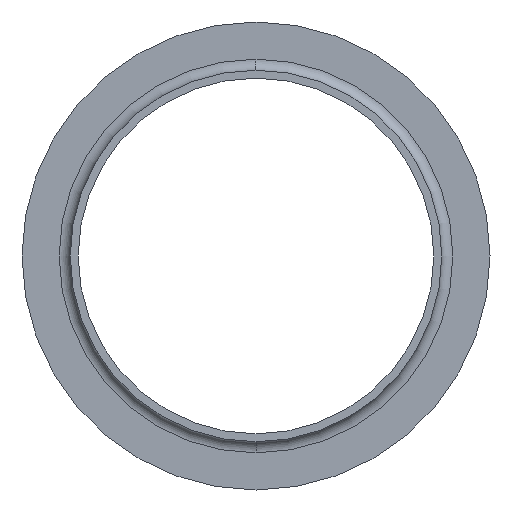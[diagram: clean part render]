
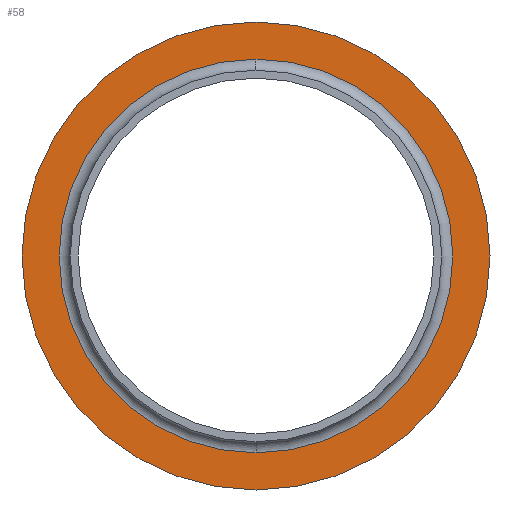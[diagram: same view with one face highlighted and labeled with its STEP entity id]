
A CAD part, front view. The second image highlights one B-rep face of the part: STEP entity #58.
In plain terms, the highlighted planar face has unit normal (0, -1, 0).
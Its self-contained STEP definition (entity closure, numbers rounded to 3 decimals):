
#58=ADVANCED_FACE('',(#113,#114),#115,.T.);
#113=FACE_OUTER_BOUND('',#163,.T.);
#114=FACE_BOUND('',#164,.T.);
#115=PLANE('',#165);
#163=EDGE_LOOP('',(#266,#267));
#164=EDGE_LOOP('',(#268,#269,#270));
#165=AXIS2_PLACEMENT_3D('',#271,#272,#273);
#266=ORIENTED_EDGE('',*,*,#294,.F.);
#267=ORIENTED_EDGE('',*,*,#333,.F.);
#268=ORIENTED_EDGE('',*,*,#302,.T.);
#269=ORIENTED_EDGE('',*,*,#331,.T.);
#270=ORIENTED_EDGE('',*,*,#303,.T.);
#271=CARTESIAN_POINT('',(-97.575,-4.0,0.0));
#272=DIRECTION('',(0.0,-1.0,0.0));
#273=DIRECTION('',(1.0,0.0,0.0));
#294=EDGE_CURVE('',#339,#342,#343,.T.);
#302=EDGE_CURVE('',#357,#355,#358,.T.);
#303=EDGE_CURVE('',#349,#357,#359,.T.);
#331=EDGE_CURVE('',#355,#349,#399,.T.);
#333=EDGE_CURVE('',#342,#339,#401,.T.);
#339=VERTEX_POINT('',#407);
#342=VERTEX_POINT('',#411);
#343=CIRCLE('',#412,106.0);
#349=VERTEX_POINT('',#419);
#355=VERTEX_POINT('',#425);
#357=VERTEX_POINT('',#427);
#358=CIRCLE('',#428,89.15);
#359=CIRCLE('',#429,89.15);
#399=CIRCLE('',#473,89.15);
#401=CIRCLE('',#475,106.0);
#407=CARTESIAN_POINT('',(-106.0,-4.0,0.0));
#411=CARTESIAN_POINT('',(106.0,-4.0,0.));
#412=AXIS2_PLACEMENT_3D('',#481,#482,#483);
#419=CARTESIAN_POINT('',(0.,-4.0,-89.15));
#425=CARTESIAN_POINT('',(0.,-4.0,89.15));
#427=CARTESIAN_POINT('',(-89.15,-4.0,0.0));
#428=AXIS2_PLACEMENT_3D('',#500,#501,#502);
#429=AXIS2_PLACEMENT_3D('',#503,#504,#505);
#473=AXIS2_PLACEMENT_3D('',#555,#556,#557);
#475=AXIS2_PLACEMENT_3D('',#558,#559,#560);
#481=CARTESIAN_POINT('',(0.0,-4.0,0.0));
#482=DIRECTION('',(0.0,1.0,0.0));
#483=DIRECTION('',(-1.0,0.0,0.0));
#500=CARTESIAN_POINT('',(0.0,-4.0,0.0));
#501=DIRECTION('',(0.0,1.0,0.0));
#502=DIRECTION('',(-1.0,0.0,0.0));
#503=CARTESIAN_POINT('',(0.0,-4.0,0.0));
#504=DIRECTION('',(0.0,1.0,0.0));
#505=DIRECTION('',(-1.0,0.0,0.0));
#555=CARTESIAN_POINT('',(0.0,-4.0,0.0));
#556=DIRECTION('',(0.0,1.0,0.0));
#557=DIRECTION('',(-1.0,0.0,0.0));
#558=CARTESIAN_POINT('',(0.0,-4.0,0.0));
#559=DIRECTION('',(0.0,1.0,0.0));
#560=DIRECTION('',(-1.0,0.0,0.0));
